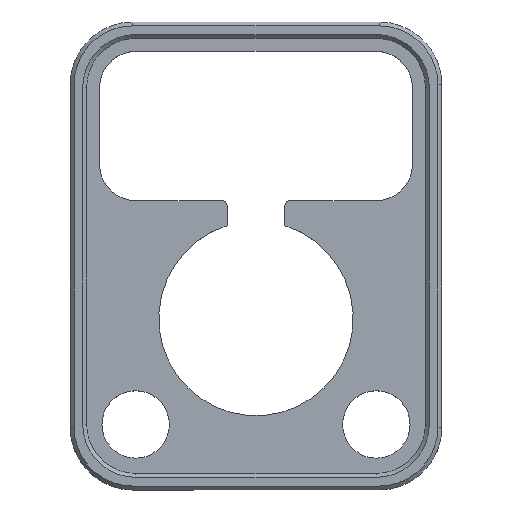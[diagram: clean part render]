
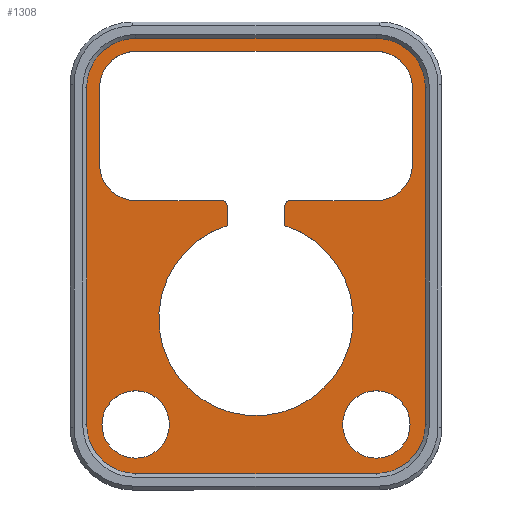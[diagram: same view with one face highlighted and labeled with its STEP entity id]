
A CAD part, top view. The second image highlights one B-rep face of the part: STEP entity #1308.
In plain terms, the highlighted planar face has unit normal (0, 0, 1).
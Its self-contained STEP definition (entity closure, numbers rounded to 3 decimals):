
#20=FACE_BOUND('',#275,.T.);
#21=FACE_BOUND('',#276,.T.);
#22=FACE_BOUND('',#277,.T.);
#62=CIRCLE('',#1363,5.1);
#63=CIRCLE('',#1366,5.1);
#91=CIRCLE('',#1426,3.75);
#92=CIRCLE('',#1429,3.75);
#93=CIRCLE('',#1432,3.75);
#94=CIRCLE('',#1435,0.6);
#95=CIRCLE('',#1439,5.1);
#96=CIRCLE('',#1441,5.1);
#97=CIRCLE('',#1444,3.75);
#98=CIRCLE('',#1447,0.6);
#99=CIRCLE('',#1450,10.1);
#100=CIRCLE('',#1453,3.5);
#101=CIRCLE('',#1455,3.5);
#193=FACE_OUTER_BOUND('',#274,.T.);
#274=EDGE_LOOP('',(#1170,#1171,#1172,#1173,#1174,#1175,#1176,#1177));
#275=EDGE_LOOP('',(#1178));
#276=EDGE_LOOP('',(#1179));
#277=EDGE_LOOP('',(#1180,#1181,#1182,#1183,#1184,#1185,#1186,#1187,#1188,
#1189,#1190,#1191,#1192,#1193));
#320=LINE('',#1978,#446);
#323=LINE('',#1986,#449);
#369=LINE('',#2112,#495);
#372=LINE('',#2118,#498);
#384=LINE('',#2164,#510);
#387=LINE('',#2172,#513);
#390=LINE('',#2180,#516);
#392=LINE('',#2193,#518);
#395=LINE('',#2201,#521);
#398=LINE('',#2209,#524);
#401=LINE('',#2216,#527);
#446=VECTOR('',#1585,10.);
#449=VECTOR('',#1594,10.);
#495=VECTOR('',#1728,10.);
#498=VECTOR('',#1733,10.);
#510=VECTOR('',#1775,10.);
#513=VECTOR('',#1784,10.);
#516=VECTOR('',#1793,10.);
#518=VECTOR('',#1813,10.);
#521=VECTOR('',#1822,10.);
#524=VECTOR('',#1831,10.);
#527=VECTOR('',#1840,10.);
#567=VERTEX_POINT('',#1970);
#568=VERTEX_POINT('',#1972);
#569=VERTEX_POINT('',#1976);
#570=VERTEX_POINT('',#1980);
#571=VERTEX_POINT('',#1984);
#607=VERTEX_POINT('',#2111);
#608=VERTEX_POINT('',#2115);
#609=VERTEX_POINT('',#2117);
#626=VERTEX_POINT('',#2156);
#627=VERTEX_POINT('',#2158);
#628=VERTEX_POINT('',#2162);
#629=VERTEX_POINT('',#2166);
#630=VERTEX_POINT('',#2170);
#631=VERTEX_POINT('',#2174);
#632=VERTEX_POINT('',#2178);
#633=VERTEX_POINT('',#2182);
#634=VERTEX_POINT('',#2192);
#635=VERTEX_POINT('',#2196);
#636=VERTEX_POINT('',#2200);
#637=VERTEX_POINT('',#2204);
#638=VERTEX_POINT('',#2208);
#639=VERTEX_POINT('',#2212);
#640=VERTEX_POINT('',#2218);
#641=VERTEX_POINT('',#2222);
#700=EDGE_CURVE('',#568,#567,#62,.F.);
#703=EDGE_CURVE('',#567,#569,#320,.T.);
#705=EDGE_CURVE('',#569,#570,#63,.F.);
#707=EDGE_CURVE('',#570,#571,#323,.T.);
#769=EDGE_CURVE('',#607,#568,#369,.T.);
#772=EDGE_CURVE('',#609,#608,#372,.T.);
#793=EDGE_CURVE('',#627,#626,#91,.T.);
#796=EDGE_CURVE('',#626,#628,#384,.T.);
#798=EDGE_CURVE('',#628,#629,#92,.T.);
#800=EDGE_CURVE('',#629,#630,#387,.T.);
#802=EDGE_CURVE('',#630,#631,#93,.T.);
#804=EDGE_CURVE('',#631,#632,#390,.T.);
#806=EDGE_CURVE('',#632,#633,#94,.T.);
#807=EDGE_CURVE('',#571,#609,#95,.F.);
#808=EDGE_CURVE('',#608,#607,#96,.F.);
#809=EDGE_CURVE('',#634,#627,#392,.T.);
#811=EDGE_CURVE('',#635,#634,#97,.T.);
#813=EDGE_CURVE('',#636,#635,#395,.T.);
#815=EDGE_CURVE('',#637,#636,#98,.T.);
#817=EDGE_CURVE('',#638,#637,#398,.T.);
#819=EDGE_CURVE('',#639,#638,#99,.T.);
#821=EDGE_CURVE('',#633,#639,#401,.T.);
#823=EDGE_CURVE('',#640,#640,#100,.T.);
#825=EDGE_CURVE('',#641,#641,#101,.T.);
#1170=ORIENTED_EDGE('',*,*,#808,.T.);
#1171=ORIENTED_EDGE('',*,*,#769,.T.);
#1172=ORIENTED_EDGE('',*,*,#700,.T.);
#1173=ORIENTED_EDGE('',*,*,#703,.T.);
#1174=ORIENTED_EDGE('',*,*,#705,.T.);
#1175=ORIENTED_EDGE('',*,*,#707,.T.);
#1176=ORIENTED_EDGE('',*,*,#807,.T.);
#1177=ORIENTED_EDGE('',*,*,#772,.T.);
#1178=ORIENTED_EDGE('',*,*,#825,.T.);
#1179=ORIENTED_EDGE('',*,*,#823,.T.);
#1180=ORIENTED_EDGE('',*,*,#806,.T.);
#1181=ORIENTED_EDGE('',*,*,#821,.T.);
#1182=ORIENTED_EDGE('',*,*,#819,.T.);
#1183=ORIENTED_EDGE('',*,*,#817,.T.);
#1184=ORIENTED_EDGE('',*,*,#815,.T.);
#1185=ORIENTED_EDGE('',*,*,#813,.T.);
#1186=ORIENTED_EDGE('',*,*,#811,.T.);
#1187=ORIENTED_EDGE('',*,*,#809,.T.);
#1188=ORIENTED_EDGE('',*,*,#793,.T.);
#1189=ORIENTED_EDGE('',*,*,#796,.T.);
#1190=ORIENTED_EDGE('',*,*,#798,.T.);
#1191=ORIENTED_EDGE('',*,*,#800,.T.);
#1192=ORIENTED_EDGE('',*,*,#802,.T.);
#1193=ORIENTED_EDGE('',*,*,#804,.T.);
#1232=PLANE('',#1456);
#1308=ADVANCED_FACE('',(#193,#20,#21,#22),#1232,.T.);
#1363=AXIS2_PLACEMENT_3D('',#1973,#1579,#1580);
#1366=AXIS2_PLACEMENT_3D('',#1982,#1589,#1590);
#1426=AXIS2_PLACEMENT_3D('',#2159,#1769,#1770);
#1429=AXIS2_PLACEMENT_3D('',#2168,#1779,#1780);
#1432=AXIS2_PLACEMENT_3D('',#2176,#1788,#1789);
#1435=AXIS2_PLACEMENT_3D('',#2184,#1797,#1798);
#1439=AXIS2_PLACEMENT_3D('',#2188,#1805,#1806);
#1441=AXIS2_PLACEMENT_3D('',#2190,#1809,#1810);
#1444=AXIS2_PLACEMENT_3D('',#2197,#1817,#1818);
#1447=AXIS2_PLACEMENT_3D('',#2205,#1826,#1827);
#1450=AXIS2_PLACEMENT_3D('',#2213,#1835,#1836);
#1453=AXIS2_PLACEMENT_3D('',#2220,#1844,#1845);
#1455=AXIS2_PLACEMENT_3D('',#2224,#1849,#1850);
#1456=AXIS2_PLACEMENT_3D('',#2225,#1851,#1852);
#1579=DIRECTION('center_axis',(0.,0.,
-1.));
#1580=DIRECTION('ref_axis',(-1.,0.,0.));
#1585=DIRECTION('',(1.,0.,0.));
#1589=DIRECTION('center_axis',(0.,0.,
-1.));
#1590=DIRECTION('ref_axis',(0.,-1.,0.));
#1594=DIRECTION('',(0.,1.,0.));
#1728=DIRECTION('',(0.,-1.,0.));
#1733=DIRECTION('',(-1.,0.,0.));
#1769=DIRECTION('center_axis',(0.,0.,
-1.));
#1770=DIRECTION('ref_axis',(0.,1.,0.));
#1775=DIRECTION('',(1.,0.,0.));
#1779=DIRECTION('center_axis',(0.,0.,
-1.));
#1780=DIRECTION('ref_axis',(1.,0.,0.));
#1784=DIRECTION('',(0.,-1.,0.));
#1788=DIRECTION('center_axis',(0.,0.,
-1.));
#1789=DIRECTION('ref_axis',(0.,-1.,0.));
#1793=DIRECTION('',(-1.,0.,0.));
#1797=DIRECTION('center_axis',(0.,0.,
1.));
#1798=DIRECTION('ref_axis',(0.,1.,0.));
#1805=DIRECTION('center_axis',(0.,0.,
-1.));
#1806=DIRECTION('ref_axis',(1.,0.,0.));
#1809=DIRECTION('center_axis',(0.,0.,
-1.));
#1810=DIRECTION('ref_axis',(0.,1.,0.));
#1813=DIRECTION('',(0.,1.,0.));
#1817=DIRECTION('center_axis',(0.,0.,
-1.));
#1818=DIRECTION('ref_axis',(-1.,0.,0.));
#1822=DIRECTION('',(-1.,0.,0.));
#1826=DIRECTION('center_axis',(0.,0.,
1.));
#1827=DIRECTION('ref_axis',(1.,0.,0.));
#1831=DIRECTION('',(0.,1.,0.));
#1835=DIRECTION('center_axis',(0.,0.,
-1.));
#1836=DIRECTION('ref_axis',(0.,-1.,0.));
#1840=DIRECTION('',(0.,-1.,0.));
#1844=DIRECTION('center_axis',(0.,0.,
-1.));
#1845=DIRECTION('ref_axis',(1.,0.,0.));
#1849=DIRECTION('center_axis',(0.,0.,
-1.));
#1850=DIRECTION('ref_axis',(1.,0.,0.));
#1851=DIRECTION('center_axis',(0.,0.,
1.));
#1852=DIRECTION('ref_axis',(1.,0.,0.));
#1970=CARTESIAN_POINT('',(6.8,1.7,5.4));
#1972=CARTESIAN_POINT('',(1.7,6.8,5.4));
#1973=CARTESIAN_POINT('Origin',(6.8,6.8,5.4));
#1976=CARTESIAN_POINT('',(31.8,1.7,5.4));
#1978=CARTESIAN_POINT('',(31.8,1.7,5.4));
#1980=CARTESIAN_POINT('',(36.9,6.8,5.4));
#1982=CARTESIAN_POINT('Origin',(31.8,6.8,5.4));
#1984=CARTESIAN_POINT('',(36.9,41.8,5.4));
#1986=CARTESIAN_POINT('',(36.9,6.8,5.4));
#2111=CARTESIAN_POINT('',(1.7,41.8,5.4));
#2112=CARTESIAN_POINT('',(1.7,6.8,5.4));
#2115=CARTESIAN_POINT('',(6.8,46.9,5.4));
#2117=CARTESIAN_POINT('',(31.8,46.9,5.4));
#2118=CARTESIAN_POINT('',(31.8,46.9,5.4));
#2156=CARTESIAN_POINT('',(6.8,45.55,5.4));
#2158=CARTESIAN_POINT('',(3.05,41.8,5.4));
#2159=CARTESIAN_POINT('Origin',(6.8,41.8,5.4));
#2162=CARTESIAN_POINT('',(31.8,45.55,5.4));
#2164=CARTESIAN_POINT('',(31.8,45.55,5.4));
#2166=CARTESIAN_POINT('',(35.55,41.8,5.4));
#2168=CARTESIAN_POINT('Origin',(31.8,41.8,5.4));
#2170=CARTESIAN_POINT('',(35.55,33.8,5.4));
#2172=CARTESIAN_POINT('',(35.55,41.8,5.4));
#2174=CARTESIAN_POINT('',(31.8,30.05,5.4));
#2176=CARTESIAN_POINT('Origin',(31.8,33.8,5.4));
#2178=CARTESIAN_POINT('',(22.9,30.05,5.4));
#2180=CARTESIAN_POINT('',(22.9,30.05,5.4));
#2182=CARTESIAN_POINT('',(22.3,29.45,5.4));
#2184=CARTESIAN_POINT('Origin',(22.9,29.45,5.4));
#2188=CARTESIAN_POINT('Origin',(31.8,41.8,5.4));
#2190=CARTESIAN_POINT('Origin',(6.8,41.8,5.4));
#2192=CARTESIAN_POINT('',(3.05,33.8,5.4));
#2193=CARTESIAN_POINT('',(3.05,41.8,5.4));
#2196=CARTESIAN_POINT('',(6.8,30.05,5.4));
#2197=CARTESIAN_POINT('Origin',(6.8,33.8,5.4));
#2200=CARTESIAN_POINT('',(15.7,30.05,5.4));
#2201=CARTESIAN_POINT('',(6.8,30.05,5.4));
#2204=CARTESIAN_POINT('',(16.3,29.45,5.4));
#2205=CARTESIAN_POINT('Origin',(15.7,29.45,5.4));
#2208=CARTESIAN_POINT('',(16.3,27.449,5.4));
#2209=CARTESIAN_POINT('',(16.3,29.45,5.4));
#2212=CARTESIAN_POINT('',(22.3,27.449,5.4));
#2213=CARTESIAN_POINT('Origin',(19.3,17.805,5.4));
#2216=CARTESIAN_POINT('',(22.3,29.45,5.4));
#2218=CARTESIAN_POINT('',(3.3,6.8,5.4));
#2220=CARTESIAN_POINT('Origin',(6.8,6.8,5.4));
#2222=CARTESIAN_POINT('',(28.3,6.8,5.4));
#2224=CARTESIAN_POINT('Origin',(31.8,6.8,5.4));
#2225=CARTESIAN_POINT('Origin',(19.3,24.3,5.4));
